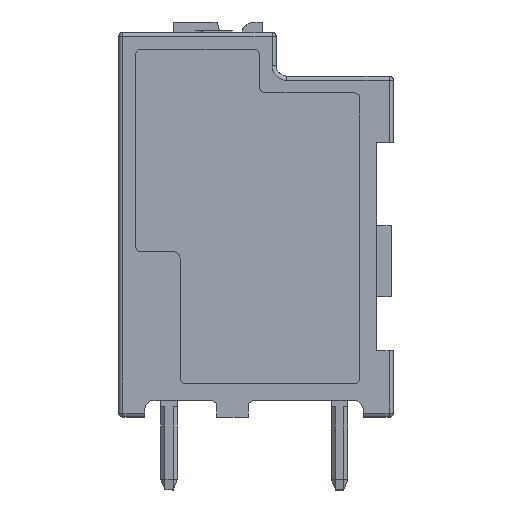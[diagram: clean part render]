
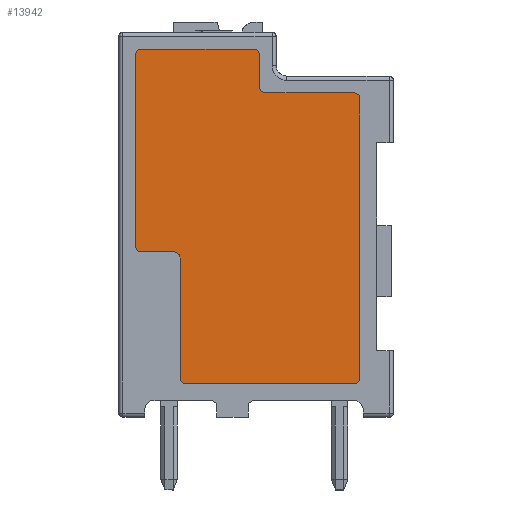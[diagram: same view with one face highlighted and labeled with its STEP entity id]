
A CAD part, left-side view. The second image highlights one B-rep face of the part: STEP entity #13942.
In plain terms, the highlighted planar face has unit normal (-1, 0, 0).
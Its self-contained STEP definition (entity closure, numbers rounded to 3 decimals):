
#86=AXIS2_PLACEMENT_3D('Circle Axis2P3D',#84,#85,$) ;
#191=AXIS2_PLACEMENT_3D('Circle Axis2P3D',#189,#190,$) ;
#273=AXIS2_PLACEMENT_3D('Circle Axis2P3D',#271,#272,$) ;
#13734=AXIS2_PLACEMENT_3D('Circle Axis2P3D',#13732,#13733,$) ;
#13784=AXIS2_PLACEMENT_3D('Circle Axis2P3D',#13782,#13783,$) ;
#13852=AXIS2_PLACEMENT_3D('Circle Axis2P3D',#13850,#13851,$) ;
#13870=AXIS2_PLACEMENT_3D('Circle Axis2P3D',#13868,#13869,$) ;
#13908=AXIS2_PLACEMENT_3D('Circle Axis2P3D',#13906,#13907,$) ;
#13922=AXIS2_PLACEMENT_3D('Plane Axis2P3D',#13919,#13920,#13921) ;
#40=CARTESIAN_POINT('Vertex',(0.8,12.4,11.75)) ;
#45=CARTESIAN_POINT('Line Origine',(0.8,12.4,16.325)) ;
#49=CARTESIAN_POINT('Vertex',(0.8,12.4,20.9)) ;
#84=CARTESIAN_POINT('Axis2P3D Location',(0.8,12.1,11.75)) ;
#88=CARTESIAN_POINT('Vertex',(0.8,12.1,11.45)) ;
#116=CARTESIAN_POINT('Line Origine',(0.8,11.325,11.45)) ;
#120=CARTESIAN_POINT('Vertex',(0.8,10.55,11.45)) ;
#148=CARTESIAN_POINT('Line Origine',(0.8,10.25,8.275)) ;
#152=CARTESIAN_POINT('Vertex',(0.8,10.25,11.15)) ;
#154=CARTESIAN_POINT('Vertex',(0.8,10.25,5.4)) ;
#189=CARTESIAN_POINT('Axis2P3D Location',(0.8,9.95,5.4)) ;
#193=CARTESIAN_POINT('Vertex',(0.8,9.95,5.1)) ;
#227=CARTESIAN_POINT('Vertex',(0.8,1.6,5.4)) ;
#241=CARTESIAN_POINT('Vertex',(0.8,1.6,18.8)) ;
#244=CARTESIAN_POINT('Line Origine',(0.8,1.6,12.1)) ;
#268=CARTESIAN_POINT('Vertex',(0.8,6.43,19.4)) ;
#271=CARTESIAN_POINT('Axis2P3D Location',(0.8,6.13,19.4)) ;
#275=CARTESIAN_POINT('Vertex',(0.8,6.13,19.1)) ;
#13732=CARTESIAN_POINT('Axis2P3D Location',(0.8,12.1,20.9)) ;
#13736=CARTESIAN_POINT('Vertex',(0.8,12.1,21.2)) ;
#13757=CARTESIAN_POINT('Line Origine',(0.8,9.415,21.2)) ;
#13761=CARTESIAN_POINT('Vertex',(0.8,6.73,21.2)) ;
#13782=CARTESIAN_POINT('Axis2P3D Location',(0.8,6.73,20.9)) ;
#13786=CARTESIAN_POINT('Vertex',(0.8,6.43,20.9)) ;
#13807=CARTESIAN_POINT('Line Origine',(0.8,6.43,20.15)) ;
#13825=CARTESIAN_POINT('Line Origine',(0.8,4.015,19.1)) ;
#13829=CARTESIAN_POINT('Vertex',(0.8,1.9,19.1)) ;
#13850=CARTESIAN_POINT('Axis2P3D Location',(0.8,1.9,18.8)) ;
#13868=CARTESIAN_POINT('Axis2P3D Location',(0.8,1.9,5.4)) ;
#13872=CARTESIAN_POINT('Vertex',(0.8,1.9,5.1)) ;
#13888=CARTESIAN_POINT('Line Origine',(0.8,5.925,5.1)) ;
#13906=CARTESIAN_POINT('Axis2P3D Location',(0.8,10.55,11.15)) ;
#13919=CARTESIAN_POINT('Axis2P3D Location',(0.8,21.33,-6.45)) ;
#46=DIRECTION('Vector Direction',(0.,0.,-1.)) ;
#85=DIRECTION('Axis2P3D Direction',(-1.,0.,0.)) ;
#117=DIRECTION('Vector Direction',(0.,-1.,0.)) ;
#149=DIRECTION('Vector Direction',(0.,0.,-1.)) ;
#190=DIRECTION('Axis2P3D Direction',(-1.,0.,0.)) ;
#245=DIRECTION('Vector Direction',(0.,0.,1.)) ;
#272=DIRECTION('Axis2P3D Direction',(1.,0.,0.)) ;
#13733=DIRECTION('Axis2P3D Direction',(1.,0.,0.)) ;
#13758=DIRECTION('Vector Direction',(0.,-1.,0.)) ;
#13783=DIRECTION('Axis2P3D Direction',(1.,0.,-0.)) ;
#13808=DIRECTION('Vector Direction',(0.,0.,-1.)) ;
#13826=DIRECTION('Vector Direction',(0.,-1.,0.)) ;
#13851=DIRECTION('Axis2P3D Direction',(1.,0.,-0.)) ;
#13869=DIRECTION('Axis2P3D Direction',(1.,0.,0.)) ;
#13889=DIRECTION('Vector Direction',(0.,1.,0.)) ;
#13907=DIRECTION('Axis2P3D Direction',(-1.,0.,0.)) ;
#13920=DIRECTION('Axis2P3D Direction',(-1.,0.,0.)) ;
#13921=DIRECTION('Axis2P3D XDirection',(0.,-1.,0.)) ;
#47=VECTOR('Line Direction',#46,1.) ;
#118=VECTOR('Line Direction',#117,1.) ;
#150=VECTOR('Line Direction',#149,1.) ;
#246=VECTOR('Line Direction',#245,1.) ;
#13759=VECTOR('Line Direction',#13758,1.) ;
#13809=VECTOR('Line Direction',#13808,1.) ;
#13827=VECTOR('Line Direction',#13826,1.) ;
#13890=VECTOR('Line Direction',#13889,1.) ;
#13925=ORIENTED_EDGE('',*,*,#51,.T.) ;
#13926=ORIENTED_EDGE('',*,*,#90,.T.) ;
#13927=ORIENTED_EDGE('',*,*,#122,.T.) ;
#13928=ORIENTED_EDGE('',*,*,#13910,.F.) ;
#13929=ORIENTED_EDGE('',*,*,#156,.T.) ;
#13930=ORIENTED_EDGE('',*,*,#195,.T.) ;
#13931=ORIENTED_EDGE('',*,*,#13892,.F.) ;
#13932=ORIENTED_EDGE('',*,*,#13874,.F.) ;
#13933=ORIENTED_EDGE('',*,*,#248,.T.) ;
#13934=ORIENTED_EDGE('',*,*,#13854,.F.) ;
#13935=ORIENTED_EDGE('',*,*,#13831,.F.) ;
#13936=ORIENTED_EDGE('',*,*,#277,.T.) ;
#13937=ORIENTED_EDGE('',*,*,#13811,.F.) ;
#13938=ORIENTED_EDGE('',*,*,#13788,.F.) ;
#13939=ORIENTED_EDGE('',*,*,#13763,.F.) ;
#13940=ORIENTED_EDGE('',*,*,#13738,.F.) ;
#13942=ADVANCED_FACE('model',(#13941),#13923,.T.) ;
#87=CIRCLE('generated circle',#86,0.3) ;
#192=CIRCLE('generated circle',#191,0.3) ;
#274=CIRCLE('generated circle',#273,0.3) ;
#13735=CIRCLE('generated circle',#13734,0.3) ;
#13785=CIRCLE('generated circle',#13784,0.3) ;
#13853=CIRCLE('generated circle',#13852,0.3) ;
#13871=CIRCLE('generated circle',#13870,0.3) ;
#13909=CIRCLE('generated circle',#13908,0.3) ;
#51=EDGE_CURVE('',#50,#41,#48,.T.) ;
#90=EDGE_CURVE('',#41,#89,#87,.T.) ;
#122=EDGE_CURVE('',#89,#121,#119,.T.) ;
#156=EDGE_CURVE('',#153,#155,#151,.T.) ;
#195=EDGE_CURVE('',#155,#194,#192,.T.) ;
#248=EDGE_CURVE('',#228,#242,#247,.T.) ;
#277=EDGE_CURVE('',#276,#269,#274,.T.) ;
#13738=EDGE_CURVE('',#50,#13737,#13735,.T.) ;
#13763=EDGE_CURVE('',#13737,#13762,#13760,.T.) ;
#13788=EDGE_CURVE('',#13762,#13787,#13785,.T.) ;
#13811=EDGE_CURVE('',#13787,#269,#13810,.T.) ;
#13831=EDGE_CURVE('',#276,#13830,#13828,.T.) ;
#13854=EDGE_CURVE('',#13830,#242,#13853,.T.) ;
#13874=EDGE_CURVE('',#228,#13873,#13871,.T.) ;
#13892=EDGE_CURVE('',#13873,#194,#13891,.T.) ;
#13910=EDGE_CURVE('',#153,#121,#13909,.T.) ;
#13924=EDGE_LOOP('',(#13925,#13926,#13927,#13928,#13929,#13930,#13931,#13932,#13933,#13934,#13935,#13936,#13937,#13938,#13939,#13940)) ;
#13941=FACE_OUTER_BOUND('',#13924,.T.) ;
#48=LINE('Line',#45,#47) ;
#119=LINE('Line',#116,#118) ;
#151=LINE('Line',#148,#150) ;
#247=LINE('Line',#244,#246) ;
#13760=LINE('Line',#13757,#13759) ;
#13810=LINE('Line',#13807,#13809) ;
#13828=LINE('Line',#13825,#13827) ;
#13891=LINE('Line',#13888,#13890) ;
#13923=PLANE('',#13922) ;
#41=VERTEX_POINT('',#40) ;
#50=VERTEX_POINT('',#49) ;
#89=VERTEX_POINT('',#88) ;
#121=VERTEX_POINT('',#120) ;
#153=VERTEX_POINT('',#152) ;
#155=VERTEX_POINT('',#154) ;
#194=VERTEX_POINT('',#193) ;
#228=VERTEX_POINT('',#227) ;
#242=VERTEX_POINT('',#241) ;
#269=VERTEX_POINT('',#268) ;
#276=VERTEX_POINT('',#275) ;
#13737=VERTEX_POINT('',#13736) ;
#13762=VERTEX_POINT('',#13761) ;
#13787=VERTEX_POINT('',#13786) ;
#13830=VERTEX_POINT('',#13829) ;
#13873=VERTEX_POINT('',#13872) ;
